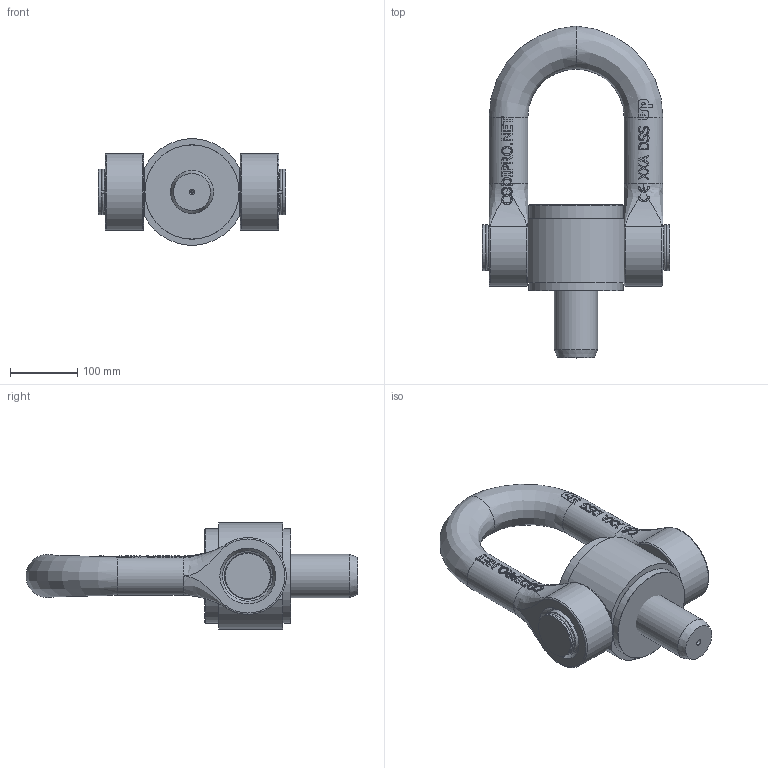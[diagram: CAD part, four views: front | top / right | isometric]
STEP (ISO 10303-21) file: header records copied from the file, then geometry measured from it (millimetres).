
FILE_DESCRIPTION(/* description */ (''),/* implementation_level */ '2;1');
FILE_NAME(/* name */ 'MEGA DSS M64 UP.stp',/* time_stamp */ '2017-09-20T09:13:15+02:00',/* author */ ('rklenes'),/* organization */ (''),/* preprocessor_version */ 'ST-DEVELOPER v16.5',/* originating_system */ 'Autodesk Inventor 2017',/* authorisation */ '');
FILE_SCHEMA (('AUTOMOTIVE_DESIGN { 1 0 10303 214 3 1 1 }'));
Length unit declared in the file: millimetre
Products named in the file (7): MEGA DSS M64 UP; DSS_N5X110; DSM_N5X110; DSM_N5; DIN 7993 - A 65; DSE_M64A_BIS_UP; DSA_M64X207_UP
Assembly tree (7 placements, depth 3):
  MEGA DSS M64 UP
    DSS_N5X110
      DSM_N5X110
      DSM_N5
      DIN 7993 - A 65  x2
    DSE_M64A_BIS_UP
    DSA_M64X207_UP
Bounding box: 278 x 492.5 x 157.42 mm (x, y, z)
Volume: 5521774.5 mm3; surface area: 476247.7 mm2
Topology: 6 solids, 6 shells, 844 faces, 2285 edges, 1510 vertices
Faces by surface type: plane 405, bspline 324, cylinder 74, cone 27, torus 14
Full cylindrical faces by diameter (mm): 4 x1, 56 x1, 57.5 x2, 57.505 x1, 64 x2, 68 x4, 69.2 x2, 110 x4, 140 x2
Entity records: 31833 total; most frequent: CARTESIAN_POINT 12716, ORIENTED_EDGE 4448, DIRECTION 2853, EDGE_CURVE 2224, VERTEX_POINT 1499, LINE 1191, VECTOR 1191, EDGE_LOOP 955
